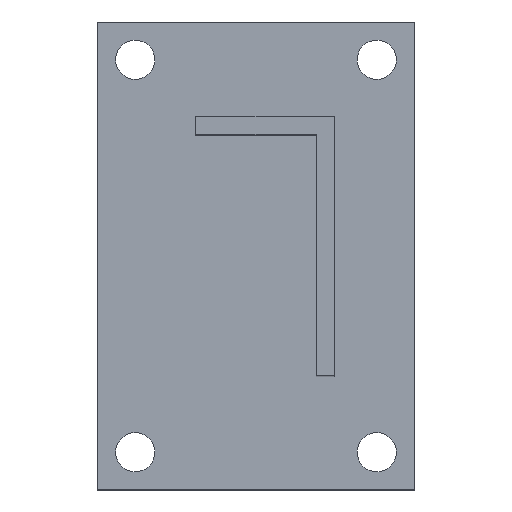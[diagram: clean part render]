
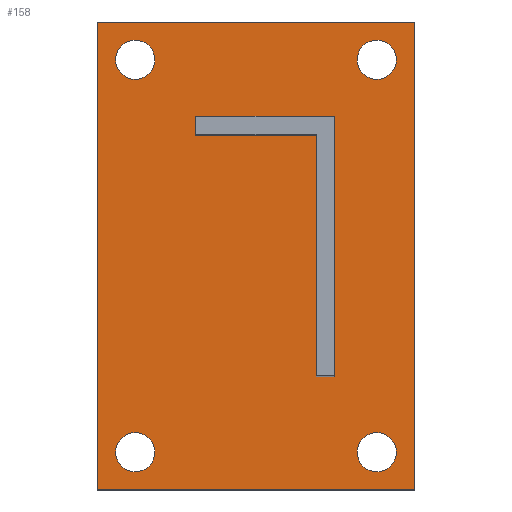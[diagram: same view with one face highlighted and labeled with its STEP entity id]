
A CAD part, top view. The second image highlights one B-rep face of the part: STEP entity #158.
In plain terms, the highlighted planar face has unit normal (0, 0, 1).
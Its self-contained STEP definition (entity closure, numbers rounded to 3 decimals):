
#158=ADVANCED_FACE('',(#326,#327,#328,#329,#330,#331),#332,.T.);
#326=FACE_BOUND('',#490,.T.);
#327=FACE_BOUND('',#491,.T.);
#328=FACE_BOUND('',#492,.T.);
#329=FACE_BOUND('',#493,.T.);
#330=FACE_BOUND('',#494,.T.);
#331=FACE_OUTER_BOUND('',#495,.T.);
#332=PLANE('',#496);
#490=EDGE_LOOP('',(#910,#911,#912,#913,#914,#915));
#491=EDGE_LOOP('',(#916,#917));
#492=EDGE_LOOP('',(#918,#919));
#493=EDGE_LOOP('',(#920,#921));
#494=EDGE_LOOP('',(#922,#923));
#495=EDGE_LOOP('',(#924,#925,#926,#927));
#496=AXIS2_PLACEMENT_3D('',#928,#929,#930);
#910=ORIENTED_EDGE('',*,*,#1067,.T.);
#911=ORIENTED_EDGE('',*,*,#1070,.T.);
#912=ORIENTED_EDGE('',*,*,#1072,.T.);
#913=ORIENTED_EDGE('',*,*,#994,.T.);
#914=ORIENTED_EDGE('',*,*,#986,.T.);
#915=ORIENTED_EDGE('',*,*,#991,.T.);
#916=ORIENTED_EDGE('',*,*,#1075,.T.);
#917=ORIENTED_EDGE('',*,*,#949,.T.);
#918=ORIENTED_EDGE('',*,*,#1078,.T.);
#919=ORIENTED_EDGE('',*,*,#944,.T.);
#920=ORIENTED_EDGE('',*,*,#1081,.T.);
#921=ORIENTED_EDGE('',*,*,#939,.T.);
#922=ORIENTED_EDGE('',*,*,#1084,.T.);
#923=ORIENTED_EDGE('',*,*,#934,.T.);
#924=ORIENTED_EDGE('',*,*,#1086,.F.);
#925=ORIENTED_EDGE('',*,*,#1099,.F.);
#926=ORIENTED_EDGE('',*,*,#1095,.F.);
#927=ORIENTED_EDGE('',*,*,#1091,.F.);
#928=CARTESIAN_POINT('',(0.0,0.,6.0));
#929=DIRECTION('',(0.0,0.0,1.0));
#930=DIRECTION('',(1.0,0.0,0.0));
#934=EDGE_CURVE('',#1108,#1105,#1109,.T.);
#939=EDGE_CURVE('',#1117,#1114,#1118,.T.);
#944=EDGE_CURVE('',#1126,#1123,#1127,.T.);
#949=EDGE_CURVE('',#1135,#1132,#1136,.T.);
#986=EDGE_CURVE('',#1192,#1190,#1193,.T.);
#991=EDGE_CURVE('',#1190,#1199,#1201,.T.);
#994=EDGE_CURVE('',#1204,#1192,#1205,.T.);
#1067=EDGE_CURVE('',#1199,#1312,#1314,.T.);
#1070=EDGE_CURVE('',#1312,#1316,#1318,.T.);
#1072=EDGE_CURVE('',#1316,#1204,#1320,.T.);
#1075=EDGE_CURVE('',#1132,#1135,#1323,.T.);
#1078=EDGE_CURVE('',#1123,#1126,#1326,.T.);
#1081=EDGE_CURVE('',#1114,#1117,#1329,.T.);
#1084=EDGE_CURVE('',#1105,#1108,#1332,.T.);
#1086=EDGE_CURVE('',#1334,#1335,#1336,.T.);
#1091=EDGE_CURVE('',#1335,#1343,#1344,.T.);
#1095=EDGE_CURVE('',#1343,#1349,#1350,.T.);
#1099=EDGE_CURVE('',#1349,#1334,#1355,.T.);
#1105=VERTEX_POINT('',#1361);
#1108=VERTEX_POINT('',#1365);
#1109=CIRCLE('',#1366,6.5);
#1114=VERTEX_POINT('',#1372);
#1117=VERTEX_POINT('',#1376);
#1118=CIRCLE('',#1377,6.5);
#1123=VERTEX_POINT('',#1383);
#1126=VERTEX_POINT('',#1387);
#1127=CIRCLE('',#1388,6.5);
#1132=VERTEX_POINT('',#1394);
#1135=VERTEX_POINT('',#1398);
#1136=CIRCLE('',#1399,6.5);
#1190=VERTEX_POINT('',#1478);
#1192=VERTEX_POINT('',#1481);
#1193=LINE('',#1482,#1483);
#1199=VERTEX_POINT('',#1491);
#1201=LINE('',#1494,#1495);
#1204=VERTEX_POINT('',#1499);
#1205=LINE('',#1500,#1501);
#1312=VERTEX_POINT('',#1661);
#1314=LINE('',#1664,#1665);
#1316=VERTEX_POINT('',#1667);
#1318=LINE('',#1670,#1671);
#1320=LINE('',#1673,#1674);
#1323=CIRCLE('',#1677,6.5);
#1326=CIRCLE('',#1680,6.5);
#1329=CIRCLE('',#1683,6.5);
#1332=CIRCLE('',#1686,6.5);
#1334=VERTEX_POINT('',#1688);
#1335=VERTEX_POINT('',#1689);
#1336=LINE('',#1690,#1691);
#1343=VERTEX_POINT('',#1701);
#1344=LINE('',#1702,#1703);
#1349=VERTEX_POINT('',#1710);
#1350=LINE('',#1711,#1712);
#1355=LINE('',#1719,#1720);
#1361=CARTESIAN_POINT('',(-33.5,65.0,6.0));
#1365=CARTESIAN_POINT('',(-46.5,65.0,6.0));
#1366=AXIS2_PLACEMENT_3D('',#1727,#1728,#1729);
#1372=CARTESIAN_POINT('',(-33.5,-65.0,6.0));
#1376=CARTESIAN_POINT('',(-46.5,-65.0,6.0));
#1377=AXIS2_PLACEMENT_3D('',#1735,#1736,#1737);
#1383=CARTESIAN_POINT('',(46.5,65.0,6.0));
#1387=CARTESIAN_POINT('',(33.5,65.0,6.0));
#1388=AXIS2_PLACEMENT_3D('',#1743,#1744,#1745);
#1394=CARTESIAN_POINT('',(46.5,-65.0,6.0));
#1398=CARTESIAN_POINT('',(33.5,-65.0,6.0));
#1399=AXIS2_PLACEMENT_3D('',#1751,#1752,#1753);
#1478=CARTESIAN_POINT('',(-20.0,40.0,6.0));
#1481=CARTESIAN_POINT('',(20.0,40.0,6.0));
#1482=CARTESIAN_POINT('',(0.0,40.0,6.0));
#1483=VECTOR('',#1783,1.0);
#1491=CARTESIAN_POINT('',(-20.0,46.0,6.0));
#1494=CARTESIAN_POINT('',(-20.0,21.5,6.0));
#1495=VECTOR('',#1787,1.0);
#1499=CARTESIAN_POINT('',(20.0,-40.0,6.0));
#1500=CARTESIAN_POINT('',(20.0,1.5,6.0));
#1501=VECTOR('',#1789,1.0);
#1661=CARTESIAN_POINT('',(26.0,46.0,6.0));
#1664=CARTESIAN_POINT('',(0.0,46.0,6.0));
#1665=VECTOR('',#1844,1.0);
#1667=CARTESIAN_POINT('',(26.0,-40.0,6.0));
#1670=CARTESIAN_POINT('',(26.0,1.5,6.0));
#1671=VECTOR('',#1846,1.0);
#1673=CARTESIAN_POINT('',(11.5,-40.0,6.0));
#1674=VECTOR('',#1847,1.0);
#1677=AXIS2_PLACEMENT_3D('',#1851,#1852,#1853);
#1680=AXIS2_PLACEMENT_3D('',#1857,#1858,#1859);
#1683=AXIS2_PLACEMENT_3D('',#1863,#1864,#1865);
#1686=AXIS2_PLACEMENT_3D('',#1869,#1870,#1871);
#1688=CARTESIAN_POINT('',(52.5,77.5,6.0));
#1689=CARTESIAN_POINT('',(52.5,-77.5,6.0));
#1690=CARTESIAN_POINT('',(52.5,0.0,6.0));
#1691=VECTOR('',#1872,1.0);
#1701=CARTESIAN_POINT('',(-52.5,-77.5,6.0));
#1702=CARTESIAN_POINT('',(-52.5,-77.5,6.0));
#1703=VECTOR('',#1876,1.0);
#1710=CARTESIAN_POINT('',(-52.5,77.5,6.0));
#1711=CARTESIAN_POINT('',(-52.5,77.5,6.0));
#1712=VECTOR('',#1879,1.0);
#1719=CARTESIAN_POINT('',(52.5,77.5,6.0));
#1720=VECTOR('',#1882,1.0);
#1727=CARTESIAN_POINT('',(-40.0,65.0,6.0));
#1728=DIRECTION('',(0.0,0.0,-1.0));
#1729=DIRECTION('',(1.0,0.0,0.0));
#1735=CARTESIAN_POINT('',(-40.0,-65.0,6.0));
#1736=DIRECTION('',(0.0,0.0,-1.0));
#1737=DIRECTION('',(1.0,0.0,0.0));
#1743=CARTESIAN_POINT('',(40.0,65.0,6.0));
#1744=DIRECTION('',(0.0,0.0,-1.0));
#1745=DIRECTION('',(1.0,0.0,0.0));
#1751=CARTESIAN_POINT('',(40.0,-65.0,6.0));
#1752=DIRECTION('',(0.0,0.0,-1.0));
#1753=DIRECTION('',(1.0,0.0,0.0));
#1783=DIRECTION('',(-1.0,0.0,0.0));
#1787=DIRECTION('',(0.0,1.0,0.0));
#1789=DIRECTION('',(0.0,1.0,0.0));
#1844=DIRECTION('',(1.0,0.0,-0.0));
#1846=DIRECTION('',(0.0,-1.0,0.0));
#1847=DIRECTION('',(-1.0,0.0,0.0));
#1851=CARTESIAN_POINT('',(40.0,-65.0,6.0));
#1852=DIRECTION('',(0.0,0.0,-1.0));
#1853=DIRECTION('',(1.0,0.0,0.0));
#1857=CARTESIAN_POINT('',(40.0,65.0,6.0));
#1858=DIRECTION('',(0.0,0.0,-1.0));
#1859=DIRECTION('',(1.0,0.0,0.0));
#1863=CARTESIAN_POINT('',(-40.0,-65.0,6.0));
#1864=DIRECTION('',(0.0,0.0,-1.0));
#1865=DIRECTION('',(1.0,0.0,0.0));
#1869=CARTESIAN_POINT('',(-40.0,65.0,6.0));
#1870=DIRECTION('',(0.0,0.0,-1.0));
#1871=DIRECTION('',(1.0,0.0,0.0));
#1872=DIRECTION('',(-0.0,-1.0,-0.0));
#1876=DIRECTION('',(-1.0,-0.0,-0.0));
#1879=DIRECTION('',(0.0,1.0,0.0));
#1882=DIRECTION('',(1.0,0.0,0.0));
